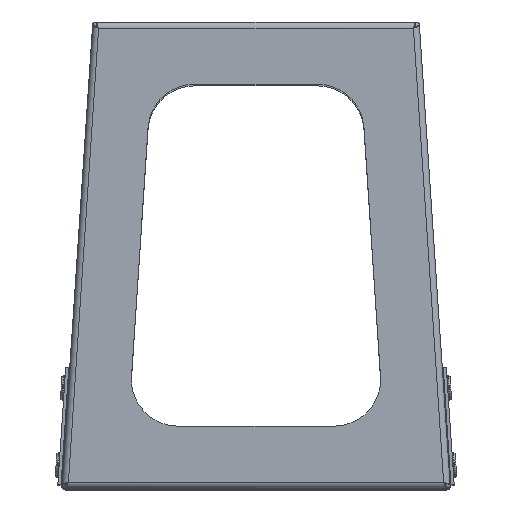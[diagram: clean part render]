
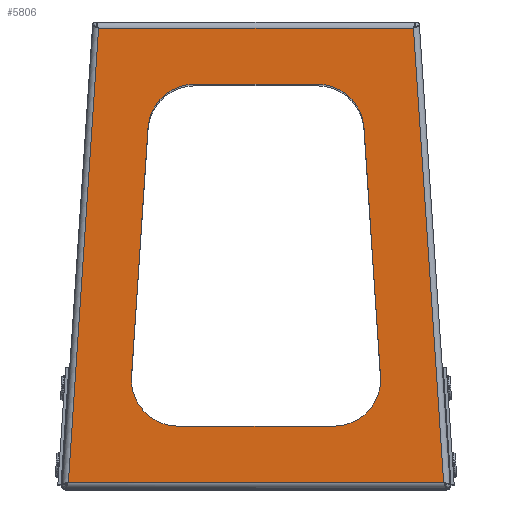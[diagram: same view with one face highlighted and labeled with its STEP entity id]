
A CAD part, top view. The second image highlights one B-rep face of the part: STEP entity #5806.
In plain terms, the highlighted planar face has unit normal (0, 0, 1).
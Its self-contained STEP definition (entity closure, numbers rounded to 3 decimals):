
#4 = ORIENTED_EDGE ( 'NONE', *, *, #1682, .T. ) ;
#119 = CIRCLE ( 'NONE', #6429, 30. ) ;
#557 = AXIS2_PLACEMENT_3D ( 'NONE', #10016, #9808, #2427 ) ;
#693 = VERTEX_POINT ( 'NONE', #6328 ) ;
#719 = CARTESIAN_POINT ( 'NONE',  ( -39.511, 110., 0. ) ) ;
#751 = CARTESIAN_POINT ( 'NONE',  ( -69.445, 81.996, 0. ) ) ;
#803 = CARTESIAN_POINT ( 'NONE',  ( 0., 0., 0. ) ) ;
#873 = VERTEX_POINT ( 'NONE', #8414 ) ;
#1000 = DIRECTION ( 'NONE',  ( 0., 0., 1. ) ) ;
#1099 = LINE ( 'NONE', #1367, #9617 ) ;
#1198 = DIRECTION ( 'NONE',  ( -0.067, -0.998, 0. ) ) ;
#1271 = VECTOR ( 'NONE', #1931, 1000. ) ;
#1367 = CARTESIAN_POINT ( 'NONE',  ( 120.862, -148.06, 0. ) ) ;
#1483 = ORIENTED_EDGE ( 'NONE', *, *, #10158, .F. ) ;
#1512 = EDGE_CURVE ( 'NONE', #4870, #2073, #5321, .T. ) ;
#1682 = EDGE_CURVE ( 'NONE', #7858, #7846, #3262, .T. ) ;
#1807 = DIRECTION ( 'NONE',  ( 1., 0., 0. ) ) ;
#1862 = DIRECTION ( 'NONE',  ( -1., 0., 0. ) ) ;
#1877 = PLANE ( 'NONE',  #1975 ) ;
#1931 = DIRECTION ( 'NONE',  ( -1., 0., 0. ) ) ;
#1975 = AXIS2_PLACEMENT_3D ( 'NONE', #803, #3896, #1807 ) ;
#2063 = CARTESIAN_POINT ( 'NONE',  ( 101.258, 146., 0. ) ) ;
#2073 = VERTEX_POINT ( 'NONE', #12103 ) ;
#2157 = CARTESIAN_POINT ( 'NONE',  ( -69.445, 81.996, 0. ) ) ;
#2273 = ORIENTED_EDGE ( 'NONE', *, *, #13109, .F. ) ;
#2407 = VECTOR ( 'NONE', #1198, 1000. ) ;
#2427 = DIRECTION ( 'NONE',  ( -1., 0., 0. ) ) ;
#2473 = EDGE_CURVE ( 'NONE', #10973, #873, #119, .T. ) ;
#2475 = CARTESIAN_POINT ( 'NONE',  ( 120.724, -146., 0. ) ) ;
#3262 = LINE ( 'NONE', #11847, #1271 ) ;
#3462 = ORIENTED_EDGE ( 'NONE', *, *, #1512, .F. ) ;
#3896 = DIRECTION ( 'NONE',  ( 0., 0., 1. ) ) ;
#3906 = EDGE_CURVE ( 'NONE', #7846, #12892, #9720, .T. ) ;
#4870 = VERTEX_POINT ( 'NONE', #8869 ) ;
#5118 = VECTOR ( 'NONE', #12295, 1000. ) ;
#5121 = LINE ( 'NONE', #9407, #12765 ) ;
#5130 = ORIENTED_EDGE ( 'NONE', *, *, #8054, .T. ) ;
#5321 = LINE ( 'NONE', #8562, #10685 ) ;
#5386 = DIRECTION ( 'NONE',  ( -0.067, 0.998, 0. ) ) ;
#5806 = ADVANCED_FACE ( 'NONE', ( #7148, #6149 ), #1877, .T. ) ;
#6058 = EDGE_CURVE ( 'NONE', #11552, #10973, #11087, .T. ) ;
#6118 = ORIENTED_EDGE ( 'NONE', *, *, #8021, .T. ) ;
#6133 = CARTESIAN_POINT ( 'NONE',  ( 50.178, -80., 0. ) ) ;
#6149 = FACE_OUTER_BOUND ( 'NONE', #10750, .T. ) ;
#6183 = AXIS2_PLACEMENT_3D ( 'NONE', #6133, #1000, #10721 ) ;
#6328 = CARTESIAN_POINT ( 'NONE',  ( -39.511, 110., 0. ) ) ;
#6429 = AXIS2_PLACEMENT_3D ( 'NONE', #10358, #6980, #9294 ) ;
#6453 = CARTESIAN_POINT ( 'NONE',  ( -50.178, -110., 0. ) ) ;
#6743 = CARTESIAN_POINT ( 'NONE',  ( 39.511, 110., 0. ) ) ;
#6846 = AXIS2_PLACEMENT_3D ( 'NONE', #13547, #11288, #9307 ) ;
#6948 = VERTEX_POINT ( 'NONE', #13573 ) ;
#6980 = DIRECTION ( 'NONE',  ( 0., 0., 1. ) ) ;
#7122 = ORIENTED_EDGE ( 'NONE', *, *, #9662, .F. ) ;
#7148 = FACE_BOUND ( 'NONE', #9933, .T. ) ;
#7213 = CARTESIAN_POINT ( 'NONE',  ( -39.511, 80., 0. ) ) ;
#7299 = CIRCLE ( 'NONE', #6846, 30. ) ;
#7577 = ORIENTED_EDGE ( 'NONE', *, *, #9046, .F. ) ;
#7633 = DIRECTION ( 'NONE',  ( -0.067, 0.998, 0. ) ) ;
#7846 = VERTEX_POINT ( 'NONE', #11695 ) ;
#7858 = VERTEX_POINT ( 'NONE', #2063 ) ;
#8018 = CARTESIAN_POINT ( 'NONE',  ( 50.178, -110., 0. ) ) ;
#8021 = EDGE_CURVE ( 'NONE', #12892, #10788, #5121, .T. ) ;
#8054 = EDGE_CURVE ( 'NONE', #10788, #7858, #1099, .T. ) ;
#8124 = VERTEX_POINT ( 'NONE', #2157 ) ;
#8255 = LINE ( 'NONE', #719, #11829 ) ;
#8355 = DIRECTION ( 'NONE',  ( -0.067, -0.998, 0. ) ) ;
#8414 = CARTESIAN_POINT ( 'NONE',  ( 80.178, -80., 0. ) ) ;
#8552 = VERTEX_POINT ( 'NONE', #6743 ) ;
#8562 = CARTESIAN_POINT ( 'NONE',  ( 80.112, -78.004, 0. ) ) ;
#8635 = CARTESIAN_POINT ( 'NONE',  ( -120.724, -146., 0. ) ) ;
#8869 = CARTESIAN_POINT ( 'NONE',  ( 80.112, -78.004, 0. ) ) ;
#9046 = EDGE_CURVE ( 'NONE', #8552, #693, #8255, .T. ) ;
#9237 = ORIENTED_EDGE ( 'NONE', *, *, #2473, .F. ) ;
#9252 = ORIENTED_EDGE ( 'NONE', *, *, #3906, .T. ) ;
#9272 = DIRECTION ( 'NONE',  ( 1., 0., 0. ) ) ;
#9294 = DIRECTION ( 'NONE',  ( -1., 0., 0. ) ) ;
#9307 = DIRECTION ( 'NONE',  ( -1., 0., 0. ) ) ;
#9330 = VECTOR ( 'NONE', #8355, 1000. ) ;
#9393 = DIRECTION ( 'NONE',  ( 1., 0., 0. ) ) ;
#9407 = CARTESIAN_POINT ( 'NONE',  ( -122.789, -146., 0. ) ) ;
#9617 = VECTOR ( 'NONE', #5386, 1000. ) ;
#9662 = EDGE_CURVE ( 'NONE', #8124, #6948, #12448, .T. ) ;
#9720 = LINE ( 'NONE', #12894, #2407 ) ;
#9808 = DIRECTION ( 'NONE',  ( 0., 0., 1. ) ) ;
#9933 = EDGE_LOOP ( 'NONE', ( #9237, #11224, #12941, #7122, #1483, #7577, #10531, #3462, #2273 ) ) ;
#10016 = CARTESIAN_POINT ( 'NONE',  ( -50.178, -80., 0. ) ) ;
#10158 = EDGE_CURVE ( 'NONE', #693, #8124, #13621, .T. ) ;
#10358 = CARTESIAN_POINT ( 'NONE',  ( 50.178, -80., 0. ) ) ;
#10531 = ORIENTED_EDGE ( 'NONE', *, *, #11828, .F. ) ;
#10685 = VECTOR ( 'NONE', #7633, 1000. ) ;
#10721 = DIRECTION ( 'NONE',  ( -1., 0., 0. ) ) ;
#10750 = EDGE_LOOP ( 'NONE', ( #9252, #6118, #5130, #4 ) ) ;
#10788 = VERTEX_POINT ( 'NONE', #2475 ) ;
#10973 = VERTEX_POINT ( 'NONE', #8018 ) ;
#11087 = LINE ( 'NONE', #12150, #5118 ) ;
#11224 = ORIENTED_EDGE ( 'NONE', *, *, #6058, .F. ) ;
#11288 = DIRECTION ( 'NONE',  ( 0., 0., 1. ) ) ;
#11552 = VERTEX_POINT ( 'NONE', #6453 ) ;
#11587 = AXIS2_PLACEMENT_3D ( 'NONE', #7213, #13768, #9393 ) ;
#11695 = CARTESIAN_POINT ( 'NONE',  ( -101.258, 146., 0. ) ) ;
#11828 = EDGE_CURVE ( 'NONE', #2073, #8552, #7299, .T. ) ;
#11829 = VECTOR ( 'NONE', #1862, 1000. ) ;
#11847 = CARTESIAN_POINT ( 'NONE',  ( 103.06, 146., 0. ) ) ;
#12103 = CARTESIAN_POINT ( 'NONE',  ( 69.445, 81.996, 0. ) ) ;
#12150 = CARTESIAN_POINT ( 'NONE',  ( -50.178, -110., 0. ) ) ;
#12180 = EDGE_CURVE ( 'NONE', #6948, #11552, #12474, .T. ) ;
#12261 = CIRCLE ( 'NONE', #6183, 30. ) ;
#12295 = DIRECTION ( 'NONE',  ( 1., 0., 0. ) ) ;
#12448 = LINE ( 'NONE', #751, #9330 ) ;
#12474 = CIRCLE ( 'NONE', #557, 30. ) ;
#12765 = VECTOR ( 'NONE', #9272, 1000. ) ;
#12892 = VERTEX_POINT ( 'NONE', #8635 ) ;
#12894 = CARTESIAN_POINT ( 'NONE',  ( -101.138, 147.799, 0. ) ) ;
#12941 = ORIENTED_EDGE ( 'NONE', *, *, #12180, .F. ) ;
#13109 = EDGE_CURVE ( 'NONE', #873, #4870, #12261, .T. ) ;
#13547 = CARTESIAN_POINT ( 'NONE',  ( 39.511, 80., 0. ) ) ;
#13573 = CARTESIAN_POINT ( 'NONE',  ( -80.112, -78.004, 0. ) ) ;
#13621 = CIRCLE ( 'NONE', #11587, 30. ) ;
#13768 = DIRECTION ( 'NONE',  ( 0., 0., 1. ) ) ;
